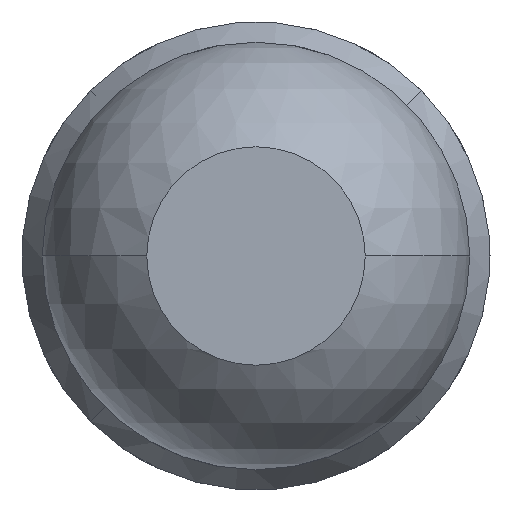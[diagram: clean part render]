
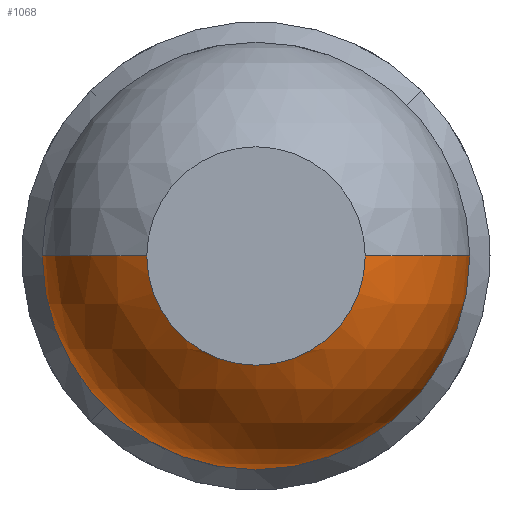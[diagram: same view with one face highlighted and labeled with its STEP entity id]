
A CAD part, front view. The second image highlights one B-rep face of the part: STEP entity #1068.
In plain terms, the highlighted spherical face has radius 0.685 mm.
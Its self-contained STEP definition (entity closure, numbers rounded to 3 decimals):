
#166 = DIRECTION ( 'NONE',  ( 1., 0., 0. ) ) ;
#230 = EDGE_CURVE ( 'Defeature ausgef�hrt1_17+Defeature ausgef�hrt1_4+Defeature ausgef�hrt1_4+Defeature ausgef�hrt1_4', #3485, #3151, #2781, .T. ) ;
#253 = CARTESIAN_POINT ( 'NONE',  ( 0., -27., 0. ) ) ;
#311 = AXIS2_PLACEMENT_3D ( 'NONE', #833, #2750, #166 ) ;
#371 = DIRECTION ( 'NONE',  ( 0., 0., -1. ) ) ;
#509 = CARTESIAN_POINT ( 'NONE',  ( -0.685, -26.411, 0. ) ) ;
#517 = DIRECTION ( 'NONE',  ( 0., 0., -1. ) ) ;
#593 = DIRECTION ( 'NONE',  ( 0., 0., -1. ) ) ;
#624 = CIRCLE ( 'NONE', #1795, 0.35 ) ;
#695 = EDGE_CURVE ( 'Defeature ausgef�hrt1_17+Defeature ausgef�hrt1_4+Defeature ausgef�hrt1_4+Defeature ausgef�hrt1_4', #3917, #3485, #624, .T. ) ;
#718 = FACE_OUTER_BOUND ( 'NONE', #3488, .T. ) ;
#833 = CARTESIAN_POINT ( 'NONE',  ( 0., -26.411, 0. ) ) ;
#885 = CARTESIAN_POINT ( 'NONE',  ( 0., -26.411, 0. ) ) ;
#911 = VERTEX_POINT ( 'NONE', #509 ) ;
#1033 = DIRECTION ( 'NONE',  ( 0., -1., 0. ) ) ;
#1068 = ADVANCED_FACE ( 'Defeature ausgef�hrt1_4', ( #718 ), #3654, .T. ) ;
#1211 = CARTESIAN_POINT ( 'NONE',  ( 0., -26.411, 0. ) ) ;
#1233 = CARTESIAN_POINT ( 'NONE',  ( 0., -27., -0.35 ) ) ;
#1351 = EDGE_CURVE ( 'NONE', #3917, #911, #2978, .T. ) ;
#1434 = ORIENTED_EDGE ( 'NONE', *, *, #1630, .F. ) ;
#1485 = CIRCLE ( 'NONE', #2319, 0.685 ) ;
#1579 = CIRCLE ( 'NONE', #311, 0.685 ) ;
#1630 = EDGE_CURVE ( 'Defeature ausgef�hrt1_5+Defeature ausgef�hrt1_4+Defeature ausgef�hrt1_4+Defeature ausgef�hrt1_4', #3627, #911, #2831, .T. ) ;
#1795 = AXIS2_PLACEMENT_3D ( 'NONE', #3854, #1033, #371 ) ;
#1919 = CARTESIAN_POINT ( 'NONE',  ( -0.35, -27., 0. ) ) ;
#2106 = ORIENTED_EDGE ( 'NONE', *, *, #230, .F. ) ;
#2140 = AXIS2_PLACEMENT_3D ( 'NONE', #885, #3071, #2143 ) ;
#2143 = DIRECTION ( 'NONE',  ( 0., 0., 1. ) ) ;
#2166 = DIRECTION ( 'NONE',  ( -1., 0., 0. ) ) ;
#2189 = DIRECTION ( 'NONE',  ( 0., -1., 0. ) ) ;
#2276 = EDGE_CURVE ( 'Defeature ausgef�hrt1_5+Defeature ausgef�hrt1_4+Defeature ausgef�hrt1_4+Defeature ausgef�hrt1_4', #2737, #3627, #1485, .T. ) ;
#2319 = AXIS2_PLACEMENT_3D ( 'NONE', #2372, #3038, #3349 ) ;
#2372 = CARTESIAN_POINT ( 'NONE',  ( 0., -26.411, 0. ) ) ;
#2737 = VERTEX_POINT ( 'NONE', #3888 ) ;
#2750 = DIRECTION ( 'NONE',  ( 0., 0., 1. ) ) ;
#2781 = CIRCLE ( 'NONE', #3125, 0.35 ) ;
#2831 = CIRCLE ( 'NONE', #2140, 0.685 ) ;
#2840 = CARTESIAN_POINT ( 'NONE',  ( 0., -26.411, 0. ) ) ;
#2950 = AXIS2_PLACEMENT_3D ( 'NONE', #2840, #3816, #3504 ) ;
#2978 = CIRCLE ( 'NONE', #4120, 0.685 ) ;
#3038 = DIRECTION ( 'NONE',  ( 0., 1., 0. ) ) ;
#3071 = DIRECTION ( 'NONE',  ( 0., 1., 0. ) ) ;
#3125 = AXIS2_PLACEMENT_3D ( 'NONE', #253, #2189, #593 ) ;
#3151 = VERTEX_POINT ( 'NONE', #3882 ) ;
#3349 = DIRECTION ( 'NONE',  ( 0., 0., 1. ) ) ;
#3485 = VERTEX_POINT ( 'NONE', #1233 ) ;
#3488 = EDGE_LOOP ( 'NONE', ( #3825, #3530, #1434, #3771, #3850, #2106 ) ) ;
#3504 = DIRECTION ( 'NONE',  ( 1., 0., 0. ) ) ;
#3530 = ORIENTED_EDGE ( 'NONE', *, *, #1351, .T. ) ;
#3627 = VERTEX_POINT ( 'NONE', #3914 ) ;
#3654 = SPHERICAL_SURFACE ( 'NONE', #2950, 0.685 ) ;
#3721 = EDGE_CURVE ( 'NONE', #3151, #2737, #1579, .T. ) ;
#3771 = ORIENTED_EDGE ( 'NONE', *, *, #2276, .F. ) ;
#3816 = DIRECTION ( 'NONE',  ( 0., 0., -1. ) ) ;
#3825 = ORIENTED_EDGE ( 'NONE', *, *, #695, .F. ) ;
#3850 = ORIENTED_EDGE ( 'NONE', *, *, #3721, .F. ) ;
#3854 = CARTESIAN_POINT ( 'NONE',  ( 0., -27., 0. ) ) ;
#3882 = CARTESIAN_POINT ( 'NONE',  ( 0.35, -27., 0. ) ) ;
#3888 = CARTESIAN_POINT ( 'NONE',  ( 0.685, -26.411, 0. ) ) ;
#3914 = CARTESIAN_POINT ( 'NONE',  ( 0., -26.411, -0.685 ) ) ;
#3917 = VERTEX_POINT ( 'NONE', #1919 ) ;
#4120 = AXIS2_PLACEMENT_3D ( 'NONE', #1211, #517, #2166 ) ;
